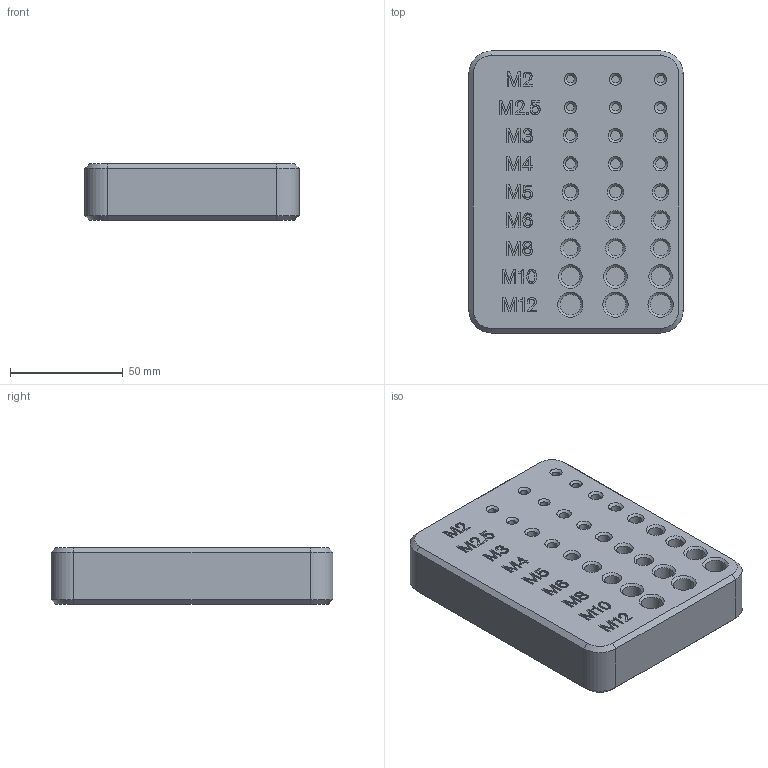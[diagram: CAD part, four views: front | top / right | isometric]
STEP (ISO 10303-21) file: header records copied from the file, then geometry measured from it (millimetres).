
FILE_DESCRIPTION(/* description */ ('Unknown'),/* implementation_level */ '2;1');
FILE_NAME(/* name */ 'tap_holder_metric',/* time_stamp */ '2022-02-20T21:49:42-05:00',/* author */ ('Unknown'),/* organization */ ('Unknown'),/* preprocessor_version */ 'ST-DEVELOPER v16.7',/* originating_system */ 'Solid Edge',/* authorisation */ 'Unknown');
FILE_SCHEMA (('AUTOMOTIVE_DESIGN {1 0 10303 214 3 1 1}'));
Length unit declared in the file: millimetre
Products named in the file (1): tap_holder_metric
Bounding box: 95 x 125 x 25 mm (x, y, z)
Volume: 276824.4 mm3; surface area: 43429.3 mm2
Topology: 1 solids, 1 shells, 339 faces, 833 edges, 550 vertices
Faces by surface type: plane 246, cone 35, cylinder 31, bspline 27
Full cylindrical faces by diameter (mm): 3.4 x6, 4.4 x6, 5.4 x3, 6.4 x3, 6.7 x3, 8.4 x3, 9.2 x3
Entity records: 11116 total; most frequent: CARTESIAN_POINT 3923, ORIENTED_EDGE 1494, DIRECTION 1238, EDGE_CURVE 747, VERTEX_POINT 523, EDGE_LOOP 452, FACE_BOUND 452, LINE 418
